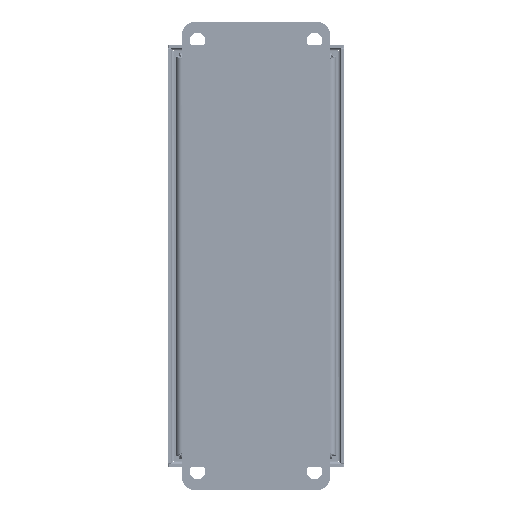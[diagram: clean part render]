
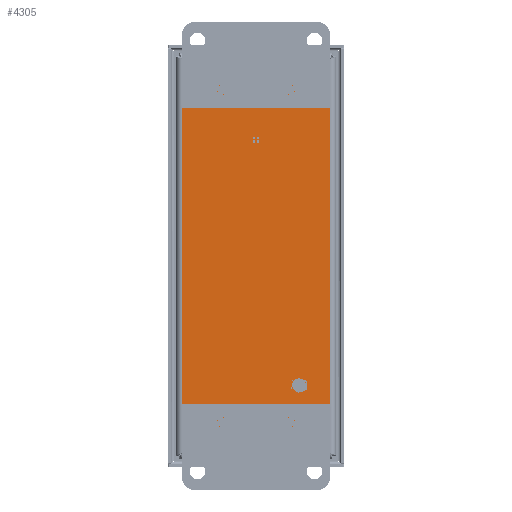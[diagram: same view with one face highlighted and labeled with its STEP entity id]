
A CAD part, front view. The second image highlights one B-rep face of the part: STEP entity #4305.
In plain terms, the highlighted face is planar.
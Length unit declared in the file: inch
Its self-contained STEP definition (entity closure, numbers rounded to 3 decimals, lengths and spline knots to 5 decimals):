
#107=CARTESIAN_POINT('',(8.13,0.12,0.));
#109=DIRECTION('',(-1.,0.,0.));
#110=VECTOR('',#109,8.01);
#111=CARTESIAN_POINT('',(8.13,0.12,0.));
#112=LINE('',#111,#110);
#658=DIRECTION('',(0.,1.,0.));
#659=VECTOR('',#658,3.01);
#660=CARTESIAN_POINT('',(0.12,0.12,0.));
#661=LINE('',#660,#659);
#765=DIRECTION('',(1.,0.,0.));
#766=VECTOR('',#765,8.01);
#767=CARTESIAN_POINT('',(0.12,3.13,0.));
#768=LINE('',#767,#766);
#783=CARTESIAN_POINT('',(0.75,0.9375,0.));
#784=DIRECTION('',(0.,0.,-1.));
#785=DIRECTION('',(0.,-1.,0.));
#786=AXIS2_PLACEMENT_3D('',#783,#784,#785);
#788=CARTESIAN_POINT('',(0.75,0.9375,0.));
#789=DIRECTION('',(0.,0.,-1.));
#790=DIRECTION('',(0.,1.,0.));
#791=AXIS2_PLACEMENT_3D('',#788,#789,#790);
#793=CARTESIAN_POINT('',(0.75,2.3125,0.));
#794=DIRECTION('',(0.,0.,-1.));
#795=DIRECTION('',(0.,-1.,0.));
#796=AXIS2_PLACEMENT_3D('',#793,#794,#795);
#798=CARTESIAN_POINT('',(0.75,2.3125,0.));
#799=DIRECTION('',(0.,0.,-1.));
#800=DIRECTION('',(0.,1.,0.));
#801=AXIS2_PLACEMENT_3D('',#798,#799,#800);
#803=CARTESIAN_POINT('',(7.5,2.3125,0.));
#804=DIRECTION('',(0.,0.,-1.));
#805=DIRECTION('',(0.,1.,0.));
#806=AXIS2_PLACEMENT_3D('',#803,#804,#805);
#808=CARTESIAN_POINT('',(7.5,2.3125,0.));
#809=DIRECTION('',(0.,0.,-1.));
#810=DIRECTION('',(0.,-1.,0.));
#811=AXIS2_PLACEMENT_3D('',#808,#809,#810);
#813=CARTESIAN_POINT('',(7.5,0.9375,0.));
#814=DIRECTION('',(0.,0.,-1.));
#815=DIRECTION('',(0.,1.,0.));
#816=AXIS2_PLACEMENT_3D('',#813,#814,#815);
#818=CARTESIAN_POINT('',(7.5,0.9375,0.));
#819=DIRECTION('',(0.,0.,-1.));
#820=DIRECTION('',(0.,-1.,0.));
#821=AXIS2_PLACEMENT_3D('',#818,#819,#820);
#823=CARTESIAN_POINT('',(6.75,0.75,0.));
#824=DIRECTION('',(0.,0.,-1.));
#825=DIRECTION('',(0.,1.,0.));
#826=AXIS2_PLACEMENT_3D('',#823,#824,#825);
#828=CARTESIAN_POINT('',(6.75,0.75,0.));
#829=DIRECTION('',(0.,0.,-1.));
#830=DIRECTION('',(0.,-1.,0.));
#831=AXIS2_PLACEMENT_3D('',#828,#829,#830);
#852=DIRECTION('',(0.,-1.,0.));
#853=VECTOR('',#852,3.01);
#854=CARTESIAN_POINT('',(8.13,3.13,0.));
#855=LINE('',#854,#853);
#1757=VERTEX_POINT('',#107);
#1758=CARTESIAN_POINT('',(0.12,0.12,0.));
#1759=VERTEX_POINT('',#1758);
#1920=CARTESIAN_POINT('',(0.12,3.13,0.));
#1921=VERTEX_POINT('',#1920);
#1961=CARTESIAN_POINT('',(8.13,3.13,0.));
#1962=VERTEX_POINT('',#1961);
#1964=CARTESIAN_POINT('',(0.75,0.83751,0.));
#1965=CARTESIAN_POINT('',(0.75,1.0375,0.));
#1966=VERTEX_POINT('',#1964);
#1967=VERTEX_POINT('',#1965);
#1968=CARTESIAN_POINT('',(0.75,2.21251,0.));
#1969=CARTESIAN_POINT('',(0.75,2.4125,0.));
#1970=VERTEX_POINT('',#1968);
#1971=VERTEX_POINT('',#1969);
#1972=CARTESIAN_POINT('',(7.5,2.4125,0.));
#1973=CARTESIAN_POINT('',(7.5,2.21251,0.));
#1974=VERTEX_POINT('',#1972);
#1975=VERTEX_POINT('',#1973);
#1976=CARTESIAN_POINT('',(7.5,1.0375,0.));
#1977=CARTESIAN_POINT('',(7.5,0.83751,0.));
#1978=VERTEX_POINT('',#1976);
#1979=VERTEX_POINT('',#1977);
#1980=CARTESIAN_POINT('',(6.75,0.8905,0.));
#1981=CARTESIAN_POINT('',(6.75,0.6095,0.));
#1982=VERTEX_POINT('',#1980);
#1983=VERTEX_POINT('',#1981);
#4263=CARTESIAN_POINT('',(0.,0.,0.));
#4264=DIRECTION('',(0.,0.,1.));
#4265=DIRECTION('',(1.,0.,0.));
#4266=AXIS2_PLACEMENT_3D('',#4263,#4264,#4265);
#4267=PLANE('',#4266);
#4268=ORIENTED_EDGE('',*,*,#3711,.F.);
#4269=ORIENTED_EDGE('',*,*,#2320,.F.);
#4271=ORIENTED_EDGE('',*,*,#4270,.F.);
#4272=ORIENTED_EDGE('',*,*,#4254,.F.);
#4273=EDGE_LOOP('',(#4268,#4269,#4271,#4272));
#4274=FACE_OUTER_BOUND('',#4273,.F.);
#4276=ORIENTED_EDGE('',*,*,#4275,.T.);
#4278=ORIENTED_EDGE('',*,*,#4277,.T.);
#4279=EDGE_LOOP('',(#4276,#4278));
#4280=FACE_BOUND('',#4279,.F.);
#4282=ORIENTED_EDGE('',*,*,#4281,.T.);
#4284=ORIENTED_EDGE('',*,*,#4283,.T.);
#4285=EDGE_LOOP('',(#4282,#4284));
#4286=FACE_BOUND('',#4285,.F.);
#4288=ORIENTED_EDGE('',*,*,#4287,.T.);
#4290=ORIENTED_EDGE('',*,*,#4289,.T.);
#4291=EDGE_LOOP('',(#4288,#4290));
#4292=FACE_BOUND('',#4291,.F.);
#4294=ORIENTED_EDGE('',*,*,#4293,.T.);
#4296=ORIENTED_EDGE('',*,*,#4295,.T.);
#4297=EDGE_LOOP('',(#4294,#4296));
#4298=FACE_BOUND('',#4297,.F.);
#4300=ORIENTED_EDGE('',*,*,#4299,.T.);
#4302=ORIENTED_EDGE('',*,*,#4301,.T.);
#4303=EDGE_LOOP('',(#4300,#4302));
#4304=FACE_BOUND('',#4303,.F.);
#4305=ADVANCED_FACE('',(#4274,#4280,#4286,#4292,#4298,#4304),#4267,.F.);
#787=CIRCLE('',#786,0.1);
#792=CIRCLE('',#791,0.1);
#797=CIRCLE('',#796,0.1);
#802=CIRCLE('',#801,0.1);
#807=CIRCLE('',#806,0.1);
#812=CIRCLE('',#811,0.1);
#817=CIRCLE('',#816,0.1);
#822=CIRCLE('',#821,0.1);
#827=CIRCLE('',#826,0.1405);
#832=CIRCLE('',#831,0.1405);
#2320=EDGE_CURVE('',#1757,#1759,#112,.T.);
#3711=EDGE_CURVE('',#1759,#1921,#661,.T.);
#4254=EDGE_CURVE('',#1921,#1962,#768,.T.);
#4270=EDGE_CURVE('',#1962,#1757,#855,.T.);
#4275=EDGE_CURVE('',#1966,#1967,#787,.T.);
#4277=EDGE_CURVE('',#1967,#1966,#792,.T.);
#4281=EDGE_CURVE('',#1970,#1971,#797,.T.);
#4283=EDGE_CURVE('',#1971,#1970,#802,.T.);
#4287=EDGE_CURVE('',#1974,#1975,#807,.T.);
#4289=EDGE_CURVE('',#1975,#1974,#812,.T.);
#4293=EDGE_CURVE('',#1978,#1979,#817,.T.);
#4295=EDGE_CURVE('',#1979,#1978,#822,.T.);
#4299=EDGE_CURVE('',#1982,#1983,#827,.T.);
#4301=EDGE_CURVE('',#1983,#1982,#832,.T.);
